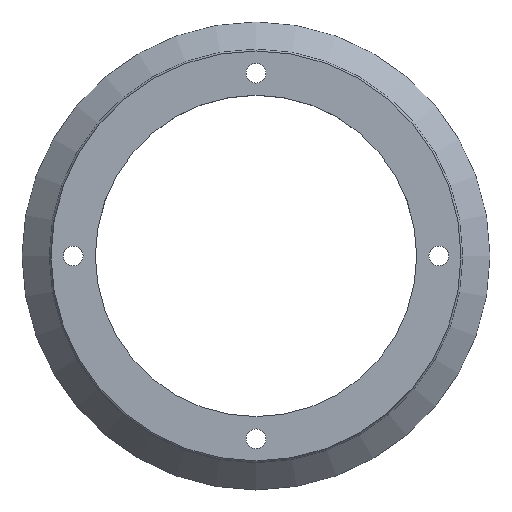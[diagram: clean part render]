
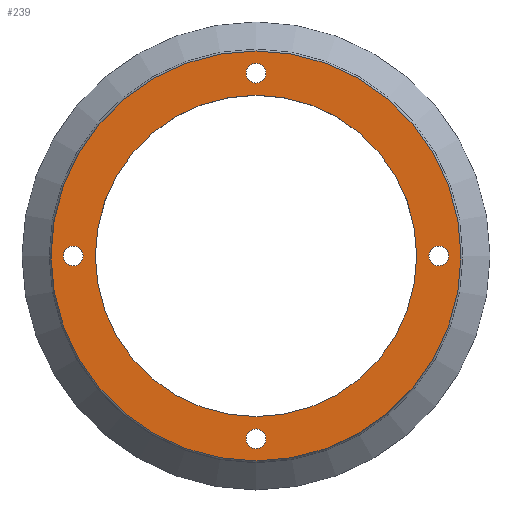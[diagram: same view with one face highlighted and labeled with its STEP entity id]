
A CAD part, top view. The second image highlights one B-rep face of the part: STEP entity #239.
In plain terms, the highlighted planar face has unit normal (0, 0, 1).
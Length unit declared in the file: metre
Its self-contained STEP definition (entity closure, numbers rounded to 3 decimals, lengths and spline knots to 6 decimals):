
#17=PLANE('',#285);
#42=ORIENTED_EDGE('',*,*,#67,.F.);
#43=ORIENTED_EDGE('',*,*,#71,.F.);
#44=ORIENTED_EDGE('',*,*,#75,.F.);
#45=ORIENTED_EDGE('',*,*,#79,.F.);
#46=ORIENTED_EDGE('',*,*,#78,.T.);
#47=ORIENTED_EDGE('',*,*,#80,.F.);
#67=EDGE_CURVE('',#89,#89,#111,.T.);
#71=EDGE_CURVE('',#93,#93,#115,.T.);
#75=EDGE_CURVE('',#97,#97,#119,.T.);
#78=EDGE_CURVE('',#100,#100,#122,.T.);
#79=EDGE_CURVE('',#101,#101,#123,.T.);
#80=EDGE_CURVE('',#102,#102,#124,.T.);
#89=VERTEX_POINT('',#392);
#93=VERTEX_POINT('',#403);
#97=VERTEX_POINT('',#414);
#100=VERTEX_POINT('',#422);
#101=VERTEX_POINT('',#425);
#102=VERTEX_POINT('',#427);
#111=CIRCLE('',#265,0.001625);
#115=CIRCLE('',#272,0.001625);
#119=CIRCLE('',#279,0.001625);
#122=CIRCLE('',#284,0.033553);
#123=CIRCLE('',#286,0.001625);
#124=CIRCLE('',#287,0.026303);
#152=EDGE_LOOP('',(#42));
#153=EDGE_LOOP('',(#43));
#154=EDGE_LOOP('',(#44));
#155=EDGE_LOOP('',(#45));
#156=EDGE_LOOP('',(#46));
#157=EDGE_LOOP('',(#47));
#196=FACE_BOUND('',#152,.T.);
#197=FACE_BOUND('',#153,.T.);
#198=FACE_BOUND('',#154,.T.);
#199=FACE_BOUND('',#155,.T.);
#200=FACE_BOUND('',#156,.T.);
#201=FACE_BOUND('',#157,.T.);
#239=ADVANCED_FACE('',(#196,#197,#198,#199,#200,#201),#17,.T.);
#265=AXIS2_PLACEMENT_3D('',#391,#313,#314);
#272=AXIS2_PLACEMENT_3D('',#402,#327,#328);
#279=AXIS2_PLACEMENT_3D('',#413,#341,#342);
#284=AXIS2_PLACEMENT_3D('',#421,#351,#352);
#285=AXIS2_PLACEMENT_3D('',#423,#353,#354);
#286=AXIS2_PLACEMENT_3D('',#424,#355,#356);
#287=AXIS2_PLACEMENT_3D('',#426,#357,#358);
#313=DIRECTION('',(0.,0.,1.));
#314=DIRECTION('',(0.,1.,0.));
#327=DIRECTION('',(0.,0.,1.));
#328=DIRECTION('',(-1.,0.,0.));
#341=DIRECTION('',(0.,0.,1.));
#342=DIRECTION('',(0.,-1.,0.));
#351=DIRECTION('',(0.,0.,1.));
#352=DIRECTION('',(1.,0.,0.));
#353=DIRECTION('',(0.,0.,1.));
#354=DIRECTION('',(1.,0.,0.));
#355=DIRECTION('',(0.,0.,1.));
#356=DIRECTION('',(1.,0.,0.));
#357=DIRECTION('',(0.,0.,1.));
#358=DIRECTION('',(1.,0.,0.));
#391=CARTESIAN_POINT('',(0.,0.029928,0.));
#392=CARTESIAN_POINT('',(0.,0.031553,0.));
#402=CARTESIAN_POINT('',(-0.029928,0.,0.));
#403=CARTESIAN_POINT('',(-0.031553,0.,0.));
#413=CARTESIAN_POINT('',(0.,-0.029928,0.));
#414=CARTESIAN_POINT('',(0.,-0.031553,0.));
#421=CARTESIAN_POINT('',(0.,0.,0.));
#422=CARTESIAN_POINT('',(0.033553,0.,0.));
#423=CARTESIAN_POINT('',(0.029928,0.,0.));
#424=CARTESIAN_POINT('',(0.029928,0.,0.));
#425=CARTESIAN_POINT('',(0.031553,0.,0.));
#426=CARTESIAN_POINT('',(0.,0.,0.));
#427=CARTESIAN_POINT('',(0.026303,0.,0.));
